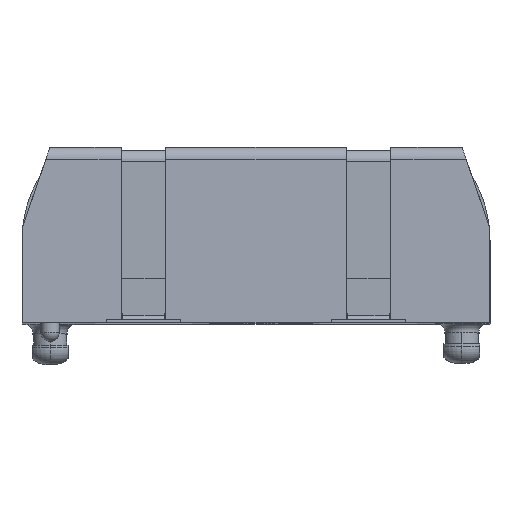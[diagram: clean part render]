
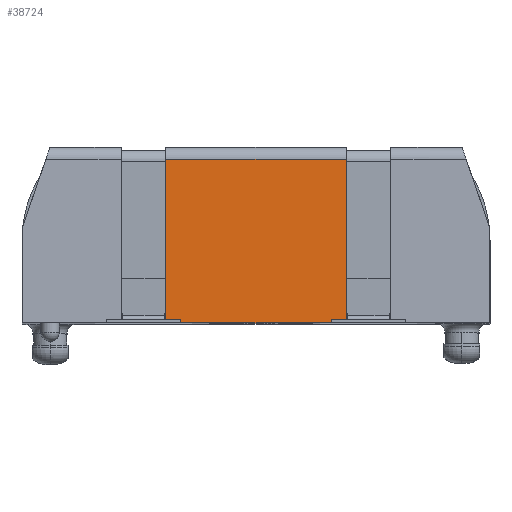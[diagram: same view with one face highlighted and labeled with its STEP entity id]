
A CAD part, top view. The second image highlights one B-rep face of the part: STEP entity #38724.
In plain terms, the highlighted planar face has unit normal (0, 0.018, 1).
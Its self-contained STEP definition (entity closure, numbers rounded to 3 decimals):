
#30845 = CARTESIAN_POINT ( 'NONE',  ( 7.57, 2.777, 40.693 ) ) ;
#30846 = DIRECTION ( 'NONE',  ( -1., 0., 0. ) ) ;
#30847 = VECTOR ( 'NONE', #30846, 1000. ) ;
#30848 = CARTESIAN_POINT ( 'NONE',  ( -7.746, 2.777, 40.693 ) ) ;
#30849 = LINE ( 'NONE', #30848, #30847 ) ;
#30879 = CARTESIAN_POINT ( 'NONE',  ( -7.746, 2.777, 40.693 ) ) ;
#30960 = FACE_OUTER_BOUND ( 'NONE', #38725, .T. ) ;
#30974 = DIRECTION ( 'NONE',  ( -1., 0., 0. ) ) ;
#30975 = VECTOR ( 'NONE', #30974, 1000. ) ;
#30976 = CARTESIAN_POINT ( 'NONE',  ( -17.606, -11.134, 40.936 ) ) ;
#30980 = LINE ( 'NONE', #30976, #30975 ) ;
#30994 = DIRECTION ( 'NONE',  ( 0., 1., -0.017 ) ) ;
#30995 = VECTOR ( 'NONE', #30994, 1000. ) ;
#30996 = CARTESIAN_POINT ( 'NONE',  ( -7.746, -12.811, 40.965 ) ) ;
#30997 = LINE ( 'NONE', #30996, #30995 ) ;
#30998 = CARTESIAN_POINT ( 'NONE',  ( -7.746, -11.134, 40.936 ) ) ;
#30999 = DIRECTION ( 'NONE',  ( 0., -1., 0.017 ) ) ;
#31000 = DIRECTION ( 'NONE',  ( 0., 0.017, 1. ) ) ;
#31001 = CARTESIAN_POINT ( 'NONE',  ( -17.606, -12.811, 40.965 ) ) ;
#31002 = AXIS2_PLACEMENT_3D ( 'NONE', #31001, #31000, #30999 ) ;
#31003 = PLANE ( 'NONE',  #31002 ) ;
#31150 = CARTESIAN_POINT ( 'NONE',  ( 7.57, -11.134, 40.936 ) ) ;
#38688 = EDGE_CURVE ( 'NONE', #38689, #38710, #30849, .T. ) ;
#38689 = VERTEX_POINT ( 'NONE', #30845 ) ;
#38710 = VERTEX_POINT ( 'NONE', #30879 ) ;
#38717 = ORIENTED_EDGE ( 'NONE', *, *, #38718, .F. ) ;
#38718 = EDGE_CURVE ( 'NONE', #38808, #38730, #30980, .T. ) ;
#38724 = ADVANCED_FACE ( 'NONE', ( #30960 ), #31003, .T. ) ;
#38725 = EDGE_LOOP ( 'NONE', ( #38726, #38727, #38728, #38717 ) ) ;
#38726 = ORIENTED_EDGE ( 'NONE', *, *, #38879, .F. ) ;
#38727 = ORIENTED_EDGE ( 'NONE', *, *, #38688, .T. ) ;
#38728 = ORIENTED_EDGE ( 'NONE', *, *, #38733, .F. ) ;
#38730 = VERTEX_POINT ( 'NONE', #30998 ) ;
#38733 = EDGE_CURVE ( 'NONE', #38730, #38710, #30997, .T. ) ;
#38808 = VERTEX_POINT ( 'NONE', #31150 ) ;
#38879 = EDGE_CURVE ( 'NONE', #38689, #38808, #44132, .T. ) ;
#44129 = DIRECTION ( 'NONE',  ( 0., -1., 0.017 ) ) ;
#44130 = VECTOR ( 'NONE', #44129, 1000. ) ;
#44131 = CARTESIAN_POINT ( 'NONE',  ( 7.57, -12.811, 40.965 ) ) ;
#44132 = LINE ( 'NONE', #44131, #44130 ) ;
